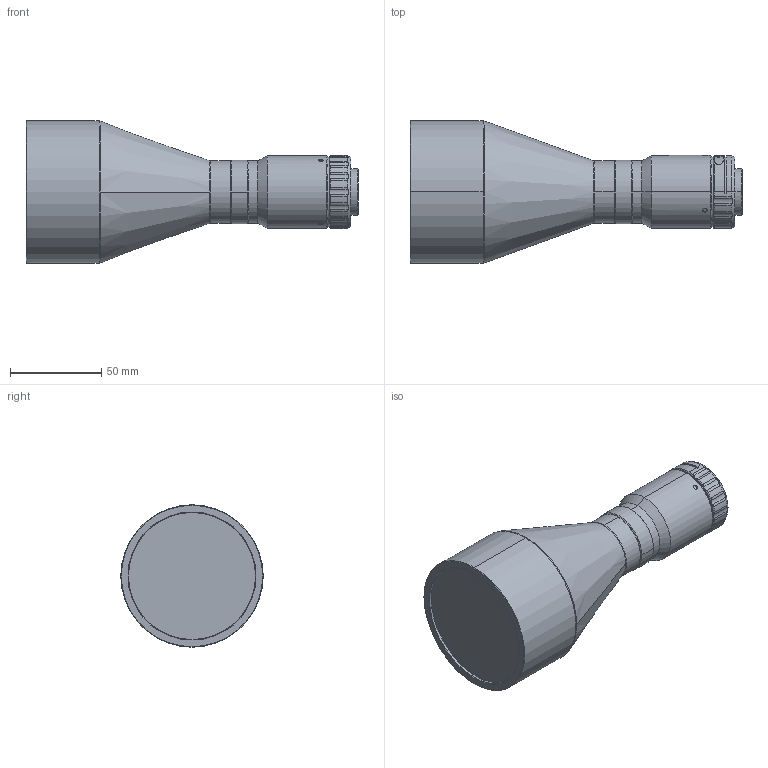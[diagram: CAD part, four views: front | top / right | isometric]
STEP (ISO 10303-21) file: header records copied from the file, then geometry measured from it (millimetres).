
FILE_DESCRIPTION (( 'STEP AP203' ), '1' );
FILE_NAME ('DTCM110-56-AL.STEP', '2019-11-18T09:58:20', ( 'Windows 蚚誧' ), ( '' ), 'SwSTEP 2.0', 'SolidWorks 2017', '' );
FILE_SCHEMA (( 'CONFIG_CONTROL_DESIGN' ));
Length unit declared in the file: millimetre
Products named in the file (1): DTCM110-56-AL
Bounding box: 181.86 x 78 x 78 mm (x, y, z)
Volume: 431605.2 mm3; surface area: 37444.8 mm2
Topology: 2 solids, 2 shells, 123 faces, 298 edges, 187 vertices
Faces by surface type: cylinder 60, cone 41, plane 18, bspline 4
Entity records: 4226 total; most frequent: CARTESIAN_POINT 1362, ORIENTED_EDGE 592, DIRECTION 569, EDGE_CURVE 296, AXIS2_PLACEMENT_3D 232, VERTEX_POINT 187, EDGE_LOOP 133, ADVANCED_FACE 123
